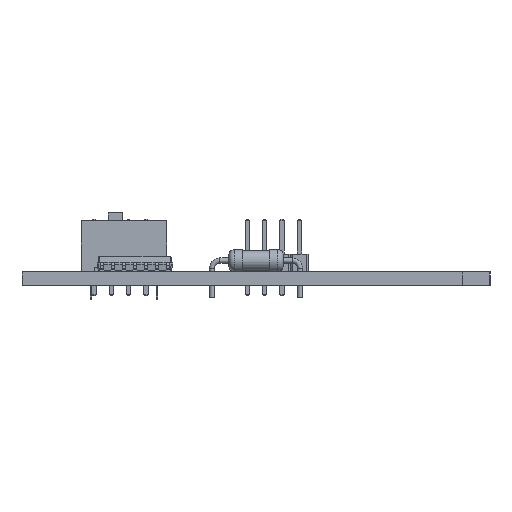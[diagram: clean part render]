
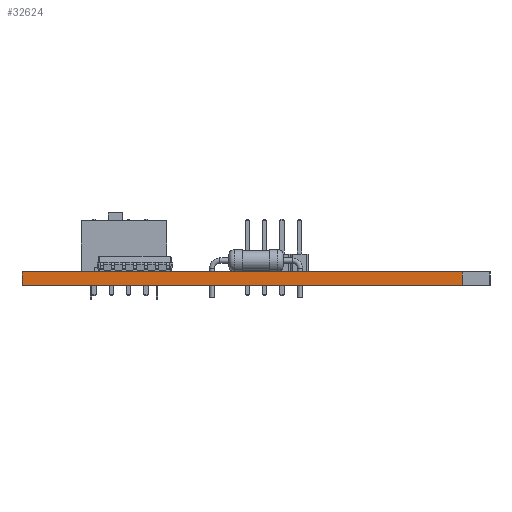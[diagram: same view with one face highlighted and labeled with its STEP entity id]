
A CAD part, left-side view. The second image highlights one B-rep face of the part: STEP entity #32624.
In plain terms, the highlighted planar face has unit normal (-1, 0, 0).
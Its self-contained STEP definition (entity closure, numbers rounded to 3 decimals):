
#32508 = EDGE_CURVE('',#32509,#32511,#32513,.T.);
#32509 = VERTEX_POINT('',#32510);
#32510 = CARTESIAN_POINT('',(114.,-74.6,0.));
#32511 = VERTEX_POINT('',#32512);
#32512 = CARTESIAN_POINT('',(114.,-74.6,1.6));
#32513 = SURFACE_CURVE('',#32514,(#32518,#32530),.PCURVE_S1.);
#32514 = LINE('',#32515,#32516);
#32515 = CARTESIAN_POINT('',(114.,-74.6,0.));
#32516 = VECTOR('',#32517,1.);
#32517 = DIRECTION('',(0.,0.,1.));
#32518 = PCURVE('',#32519,#32524);
#32519 = PLANE('',#32520);
#32520 = AXIS2_PLACEMENT_3D('',#32521,#32522,#32523);
#32521 = CARTESIAN_POINT('',(114.,-74.6,0.));
#32522 = DIRECTION('',(0.,1.,0.));
#32523 = DIRECTION('',(1.,0.,0.));
#32524 = DEFINITIONAL_REPRESENTATION('',(#32525),#32529);
#32525 = LINE('',#32526,#32527);
#32526 = CARTESIAN_POINT('',(0.,0.));
#32527 = VECTOR('',#32528,1.);
#32528 = DIRECTION('',(0.,-1.));
#32529 = ( GEOMETRIC_REPRESENTATION_CONTEXT(2) 
PARAMETRIC_REPRESENTATION_CONTEXT() REPRESENTATION_CONTEXT('2D SPACE',''
  ) );
#32530 = PCURVE('',#32531,#32536);
#32531 = PLANE('',#32532);
#32532 = AXIS2_PLACEMENT_3D('',#32533,#32534,#32535);
#32533 = CARTESIAN_POINT('',(114.,-125.4,0.));
#32534 = DIRECTION('',(-1.,0.,0.));
#32535 = DIRECTION('',(0.,1.,0.));
#32536 = DEFINITIONAL_REPRESENTATION('',(#32537),#32541);
#32537 = LINE('',#32538,#32539);
#32538 = CARTESIAN_POINT('',(50.8,0.));
#32539 = VECTOR('',#32540,1.);
#32540 = DIRECTION('',(0.,-1.));
#32541 = ( GEOMETRIC_REPRESENTATION_CONTEXT(2) 
PARAMETRIC_REPRESENTATION_CONTEXT() REPRESENTATION_CONTEXT('2D SPACE',''
  ) );
#32559 = PLANE('',#32560);
#32560 = AXIS2_PLACEMENT_3D('',#32561,#32562,#32563);
#32561 = CARTESIAN_POINT('',(147.862,-101.765,1.6));
#32562 = DIRECTION('',(0.,0.,-1.));
#32563 = DIRECTION('',(-1.,0.,0.));
#32613 = PLANE('',#32614);
#32614 = AXIS2_PLACEMENT_3D('',#32615,#32616,#32617);
#32615 = CARTESIAN_POINT('',(147.862,-101.765,0.));
#32616 = DIRECTION('',(0.,0.,-1.));
#32617 = DIRECTION('',(-1.,0.,0.));
#32624 = ADVANCED_FACE('',(#32625),#32531,.T.);
#32625 = FACE_BOUND('',#32626,.T.);
#32626 = EDGE_LOOP('',(#32627,#32657,#32678,#32679));
#32627 = ORIENTED_EDGE('',*,*,#32628,.T.);
#32628 = EDGE_CURVE('',#32629,#32631,#32633,.T.);
#32629 = VERTEX_POINT('',#32630);
#32630 = CARTESIAN_POINT('',(114.,-125.4,0.));
#32631 = VERTEX_POINT('',#32632);
#32632 = CARTESIAN_POINT('',(114.,-125.4,1.6));
#32633 = SURFACE_CURVE('',#32634,(#32638,#32645),.PCURVE_S1.);
#32634 = LINE('',#32635,#32636);
#32635 = CARTESIAN_POINT('',(114.,-125.4,0.));
#32636 = VECTOR('',#32637,1.);
#32637 = DIRECTION('',(0.,0.,1.));
#32638 = PCURVE('',#32531,#32639);
#32639 = DEFINITIONAL_REPRESENTATION('',(#32640),#32644);
#32640 = LINE('',#32641,#32642);
#32641 = CARTESIAN_POINT('',(0.,0.));
#32642 = VECTOR('',#32643,1.);
#32643 = DIRECTION('',(0.,-1.));
#32644 = ( GEOMETRIC_REPRESENTATION_CONTEXT(2) 
PARAMETRIC_REPRESENTATION_CONTEXT() REPRESENTATION_CONTEXT('2D SPACE',''
  ) );
#32645 = PCURVE('',#32646,#32651);
#32646 = PLANE('',#32647);
#32647 = AXIS2_PLACEMENT_3D('',#32648,#32649,#32650);
#32648 = CARTESIAN_POINT('',(114.,-128.6,0.));
#32649 = DIRECTION('',(-1.,0.,0.));
#32650 = DIRECTION('',(0.,1.,0.));
#32651 = DEFINITIONAL_REPRESENTATION('',(#32652),#32656);
#32652 = LINE('',#32653,#32654);
#32653 = CARTESIAN_POINT('',(3.2,0.));
#32654 = VECTOR('',#32655,1.);
#32655 = DIRECTION('',(0.,-1.));
#32656 = ( GEOMETRIC_REPRESENTATION_CONTEXT(2) 
PARAMETRIC_REPRESENTATION_CONTEXT() REPRESENTATION_CONTEXT('2D SPACE',''
  ) );
#32657 = ORIENTED_EDGE('',*,*,#32658,.T.);
#32658 = EDGE_CURVE('',#32631,#32511,#32659,.T.);
#32659 = SURFACE_CURVE('',#32660,(#32664,#32671),.PCURVE_S1.);
#32660 = LINE('',#32661,#32662);
#32661 = CARTESIAN_POINT('',(114.,-125.4,1.6));
#32662 = VECTOR('',#32663,1.);
#32663 = DIRECTION('',(0.,1.,0.));
#32664 = PCURVE('',#32531,#32665);
#32665 = DEFINITIONAL_REPRESENTATION('',(#32666),#32670);
#32666 = LINE('',#32667,#32668);
#32667 = CARTESIAN_POINT('',(0.,-1.6));
#32668 = VECTOR('',#32669,1.);
#32669 = DIRECTION('',(1.,0.));
#32670 = ( GEOMETRIC_REPRESENTATION_CONTEXT(2) 
PARAMETRIC_REPRESENTATION_CONTEXT() REPRESENTATION_CONTEXT('2D SPACE',''
  ) );
#32671 = PCURVE('',#32559,#32672);
#32672 = DEFINITIONAL_REPRESENTATION('',(#32673),#32677);
#32673 = LINE('',#32674,#32675);
#32674 = CARTESIAN_POINT('',(33.862,-23.635));
#32675 = VECTOR('',#32676,1.);
#32676 = DIRECTION('',(0.,1.));
#32677 = ( GEOMETRIC_REPRESENTATION_CONTEXT(2) 
PARAMETRIC_REPRESENTATION_CONTEXT() REPRESENTATION_CONTEXT('2D SPACE',''
  ) );
#32678 = ORIENTED_EDGE('',*,*,#32508,.F.);
#32679 = ORIENTED_EDGE('',*,*,#32680,.F.);
#32680 = EDGE_CURVE('',#32629,#32509,#32681,.T.);
#32681 = SURFACE_CURVE('',#32682,(#32686,#32693),.PCURVE_S1.);
#32682 = LINE('',#32683,#32684);
#32683 = CARTESIAN_POINT('',(114.,-125.4,0.));
#32684 = VECTOR('',#32685,1.);
#32685 = DIRECTION('',(0.,1.,0.));
#32686 = PCURVE('',#32531,#32687);
#32687 = DEFINITIONAL_REPRESENTATION('',(#32688),#32692);
#32688 = LINE('',#32689,#32690);
#32689 = CARTESIAN_POINT('',(0.,0.));
#32690 = VECTOR('',#32691,1.);
#32691 = DIRECTION('',(1.,0.));
#32692 = ( GEOMETRIC_REPRESENTATION_CONTEXT(2) 
PARAMETRIC_REPRESENTATION_CONTEXT() REPRESENTATION_CONTEXT('2D SPACE',''
  ) );
#32693 = PCURVE('',#32613,#32694);
#32694 = DEFINITIONAL_REPRESENTATION('',(#32695),#32699);
#32695 = LINE('',#32696,#32697);
#32696 = CARTESIAN_POINT('',(33.862,-23.635));
#32697 = VECTOR('',#32698,1.);
#32698 = DIRECTION('',(0.,1.));
#32699 = ( GEOMETRIC_REPRESENTATION_CONTEXT(2) 
PARAMETRIC_REPRESENTATION_CONTEXT() REPRESENTATION_CONTEXT('2D SPACE',''
  ) );
